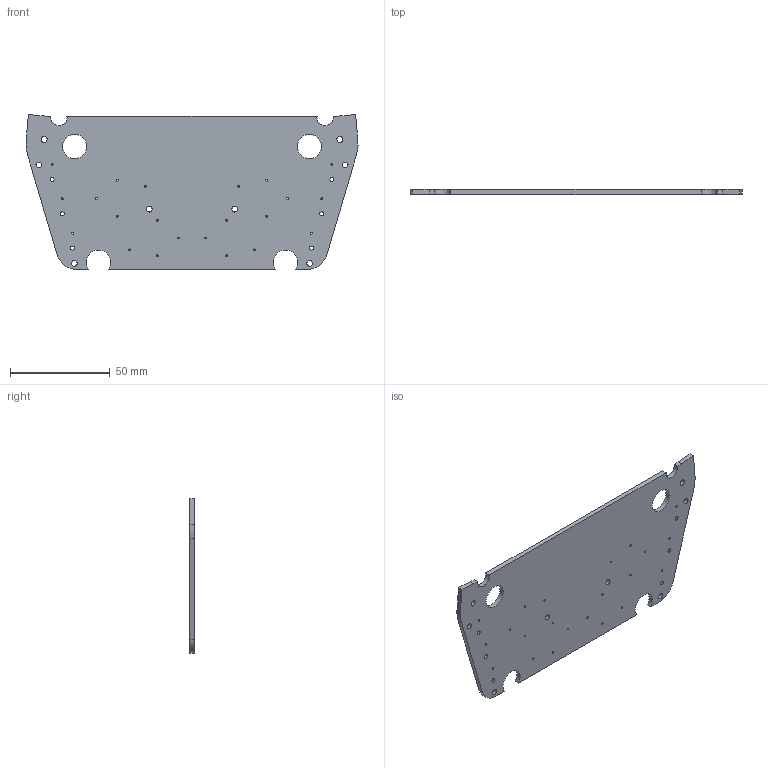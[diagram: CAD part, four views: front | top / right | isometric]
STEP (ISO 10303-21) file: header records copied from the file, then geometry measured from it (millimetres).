
FILE_DESCRIPTION(/* description */ (''),/* implementation_level */ '2;1');
FILE_NAME(/* name */ 'MainPCB.step',/* time_stamp */ '2023-12-27T13:53:14-05:00',/* author */ (''),/* organization */ (''),/* preprocessor_version */ 'ST-DEVELOPER v20',/* originating_system */ 'Autodesk Translation Framework v12.14.0.127',/* authorisation */ '');
FILE_SCHEMA (('AUTOMOTIVE_DESIGN { 1 0 10303 214 3 1 1 }'));
Length unit declared in the file: millimetre
Products named in the file (1): MainPCB
Bounding box: 166.75 x 2.4 x 77.81 mm (x, y, z)
Volume: 26771.5 mm3; surface area: 24124.2 mm2
Topology: 1 solids, 1 shells, 60 faces, 174 edges, 116 vertices
Faces by surface type: cylinder 46, plane 14
Full cylindrical faces by diameter (mm): 1 x22, 2 x6, 2.9 x6, 3 x2, 12.2 x2
Entity records: 2231 total; most frequent: DIRECTION 388, CARTESIAN_POINT 351, ORIENTED_EDGE 348, EDGE_CURVE 174, AXIS2_PLACEMENT_3D 153, EDGE_LOOP 136, VERTEX_POINT 116, CIRCLE 92
